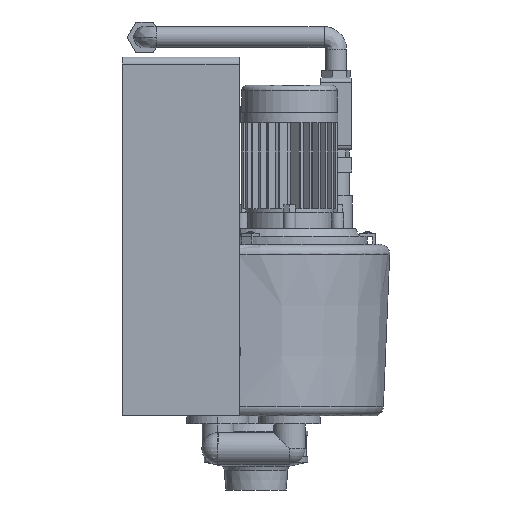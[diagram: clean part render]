
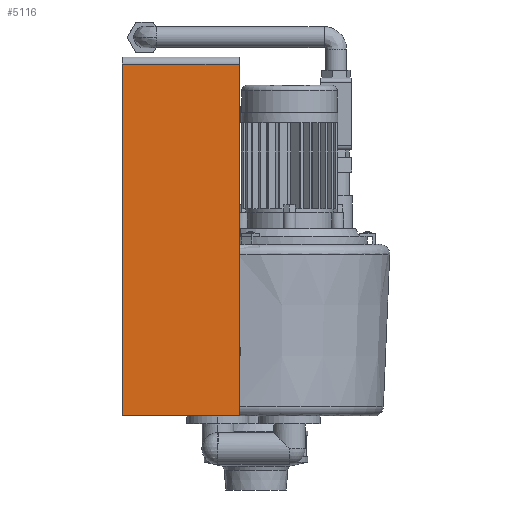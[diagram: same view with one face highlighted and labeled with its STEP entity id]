
A CAD part, left-side view. The second image highlights one B-rep face of the part: STEP entity #5116.
In plain terms, the highlighted planar face has unit normal (-1, 0, 0).
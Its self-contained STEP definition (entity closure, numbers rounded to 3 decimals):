
#3484=VERTEX_POINT('',#9937);
#4454=EDGE_CURVE('',#9338,#6392,#11010,.T.);
#5116=ADVANCED_FACE('',(#11741),#11742,.F.);
#5310=EDGE_CURVE('',#6934,#3484,#11960,.T.);
#5652=EDGE_CURVE('',#6392,#6934,#12339,.T.);
#6274=EDGE_CURVE('',#9338,#3484,#13022,.T.);
#6392=VERTEX_POINT('',#13150);
#6934=VERTEX_POINT('',#13744);
#9338=VERTEX_POINT('',#16419);
#9937=CARTESIAN_POINT('',(-205.0,0.0,0.0));
#11010=LINE('',#19673,#19674);
#11741=FACE_OUTER_BOUND('',#20862,.T.);
#11742=PLANE('',#20863);
#11960=LINE('',#21156,#21157);
#12339=LINE('',#21721,#21722);
#13022=LINE('',#22860,#22861);
#13150=CARTESIAN_POINT('',(-205.0,-147.0,441.0));
#13744=CARTESIAN_POINT('',(-205.0,-147.0,0.0));
#16419=CARTESIAN_POINT('',(-205.0,0.0,441.0));
#19673=CARTESIAN_POINT('',(-205.0,-73.5,441.0));
#19674=VECTOR('',#31329,1.0);
#20862=EDGE_LOOP('',(#32197,#32198,#32199,#32200));
#20863=AXIS2_PLACEMENT_3D('',#32201,#32202,#32203);
#21156=CARTESIAN_POINT('',(-205.0,-73.5,0.0));
#21157=VECTOR('',#32452,1.0);
#21721=CARTESIAN_POINT('',(-205.0,-147.0,220.5));
#21722=VECTOR('',#32899,1.0);
#22860=CARTESIAN_POINT('',(-205.0,0.0,220.5));
#22861=VECTOR('',#33686,1.0);
#31329=DIRECTION('',(-0.0,-1.0,-0.0));
#32197=ORIENTED_EDGE('',*,*,#6274,.T.);
#32198=ORIENTED_EDGE('',*,*,#5310,.F.);
#32199=ORIENTED_EDGE('',*,*,#5652,.F.);
#32200=ORIENTED_EDGE('',*,*,#4454,.F.);
#32201=CARTESIAN_POINT('',(-205.0,-73.5,220.5));
#32202=DIRECTION('',(1.0,0.0,0.0));
#32203=DIRECTION('',(0.0,0.0,-1.0));
#32452=DIRECTION('',(0.0,1.0,0.0));
#32899=DIRECTION('',(0.0,0.0,-1.0));
#33686=DIRECTION('',(0.0,0.0,-1.0));
